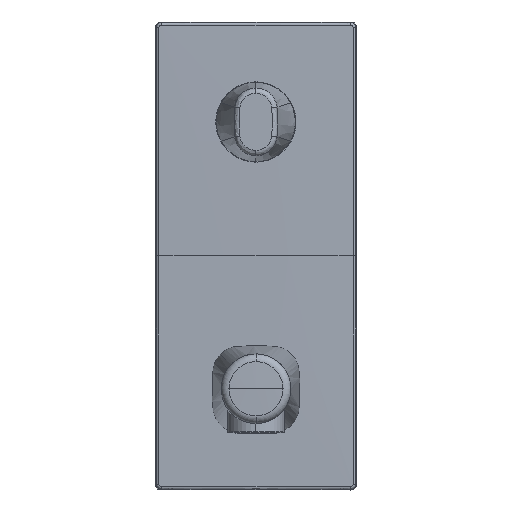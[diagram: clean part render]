
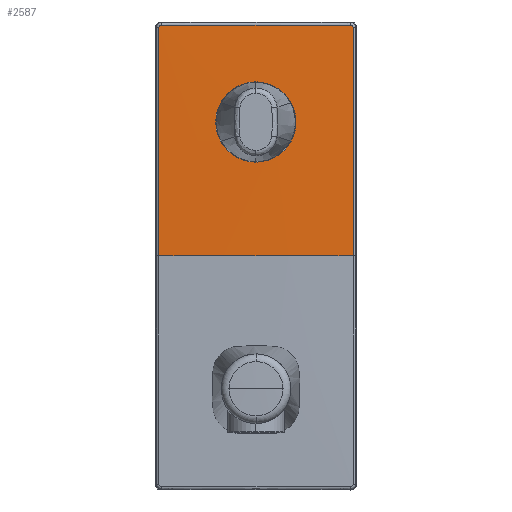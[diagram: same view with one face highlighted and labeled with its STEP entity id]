
A CAD part, top view. The second image highlights one B-rep face of the part: STEP entity #2587.
In plain terms, the highlighted free-form (B-spline) face has degree [2, 5] with [3, 6] control points.
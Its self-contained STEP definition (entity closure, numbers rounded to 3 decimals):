
#9 = CARTESIAN_POINT ( 'NONE',  ( 36.335, 59.576, 11.624 ) ) ;
#19 = EDGE_CURVE ( 'NONE', #3026, #238, #1686, .T. ) ;
#238 = VERTEX_POINT ( 'NONE', #4073 ) ;
#253 = CARTESIAN_POINT ( 'NONE',  ( -2.282, 136.325, 11.612 ) ) ;
#257 = CARTESIAN_POINT ( 'NONE',  ( -35.315, 136.316, 11.601 ) ) ;
#270 = CARTESIAN_POINT ( 'NONE',  ( 36.316, 135.316, 11.601 ) ) ;
#305 = CARTESIAN_POINT ( 'NONE',  ( 35.349, 136.316, 11.601 ) ) ;
#361 = CARTESIAN_POINT ( 'NONE',  ( 22.503, 93.75, 11.92 ) ) ;
#436 = B_SPLINE_SURFACE_WITH_KNOTS ( 'NONE', 2, 5, ( 
 ( #1862, #1111, #3802, #1490, #4194, #1881 ),
 ( #4569, #2270, #4957, #2650, #361, #3036 ),
 ( #755, #3426, #1125, #3816, #1507, #4209 ) ),
 .UNSPECIFIED., .F., .F., .F.,
 ( 3, 3 ),
 ( 6, 6 ),
 ( 0., 1. ),
 ( 0., 1. ),
 .UNSPECIFIED. ) ;
#449 = AXIS2_PLACEMENT_3D ( 'NONE', #4044, #4846, #2562 ) ;
#604 = CARTESIAN_POINT ( 'NONE',  ( 36.316, 135.316, 11.601 ) ) ;
#648 = CARTESIAN_POINT ( 'NONE',  ( -30.573, 136.318, 11.604 ) ) ;
#755 = CARTESIAN_POINT ( 'NONE',  ( -37.5, 50., 11.6 ) ) ;
#796 = CARTESIAN_POINT ( 'NONE',  ( 36.334, 69.152, 11.624 ) ) ;
#873 = ORIENTED_EDGE ( 'NONE', *, *, #3195, .T. ) ;
#1031 = CARTESIAN_POINT ( 'NONE',  ( -33.749, 136.317, 11.602 ) ) ;
#1035 = CARTESIAN_POINT ( 'NONE',  ( -35.649, 136.269, 11.601 ) ) ;
#1072 = ORIENTED_EDGE ( 'NONE', *, *, #4834, .T. ) ;
#1111 = CARTESIAN_POINT ( 'NONE',  ( -22.5, 137.5, 11.6 ) ) ;
#1125 = CARTESIAN_POINT ( 'NONE',  ( -7.501, 50., 12.08 ) ) ;
#1164 = CARTESIAN_POINT ( 'NONE',  ( 36.33, 95.632, 11.618 ) ) ;
#1223 = CARTESIAN_POINT ( 'NONE',  ( -36.32, 126.125, 11.606 ) ) ;
#1405 = CARTESIAN_POINT ( 'NONE',  ( -36.114, 135.953, 11.601 ) ) ;
#1417 = CARTESIAN_POINT ( 'NONE',  ( 36.316, 135.428, 11.601 ) ) ;
#1425 = EDGE_CURVE ( 'NONE', #238, #2838, #3825, .T. ) ;
#1436 = CARTESIAN_POINT ( 'NONE',  ( 36.269, 135.649, 11.601 ) ) ;
#1456 = VERTEX_POINT ( 'NONE', #1596 ) ;
#1463 = ORIENTED_EDGE ( 'NONE', *, *, #1561, .T. ) ;
#1490 = CARTESIAN_POINT ( 'NONE',  ( 7.5, 137.5, 11.6 ) ) ;
#1507 = CARTESIAN_POINT ( 'NONE',  ( 22.502, 50., 11.92 ) ) ;
#1544 = CARTESIAN_POINT ( 'NONE',  ( 36.322, 120.271, 11.609 ) ) ;
#1561 = EDGE_CURVE ( 'NONE', #2838, #1456, #3589, .T. ) ;
#1583 = ORIENTED_EDGE ( 'NONE', *, *, #3401, .T. ) ;
#1596 = CARTESIAN_POINT ( 'NONE',  ( 35.315, 136.316, 11.601 ) ) ;
#1611 = CARTESIAN_POINT ( 'NONE',  ( -36.328, 104.474, 11.616 ) ) ;
#1686 = CIRCLE ( 'NONE', #449, 1758.012 ) ;
#1791 = CARTESIAN_POINT ( 'NONE',  ( -36.286, 135.617, 11.601 ) ) ;
#1825 = CARTESIAN_POINT ( 'NONE',  ( 35.953, 136.114, 11.601 ) ) ;
#1835 = FACE_OUTER_BOUND ( 'NONE', #4712, .T. ) ;
#1862 = CARTESIAN_POINT ( 'NONE',  ( -37.5, 137.5, 11.6 ) ) ;
#1868 = CARTESIAN_POINT ( 'NONE',  ( -36.316, 135.316, 11.601 ) ) ;
#1881 = CARTESIAN_POINT ( 'NONE',  ( 37.5, 137.5, 11.6 ) ) ;
#1935 = CARTESIAN_POINT ( 'NONE',  ( 36.316, 135.316, 11.601 ) ) ;
#1989 = CARTESIAN_POINT ( 'NONE',  ( -36.316, 135.316, 11.601 ) ) ;
#2002 = CARTESIAN_POINT ( 'NONE',  ( -36.334, 74.485, 11.623 ) ) ;
#2187 = CARTESIAN_POINT ( 'NONE',  ( -36.314, 135.383, 11.601 ) ) ;
#2216 = CARTESIAN_POINT ( 'NONE',  ( 35.617, 136.286, 11.601 ) ) ;
#2270 = CARTESIAN_POINT ( 'NONE',  ( -22.503, 93.75, 11.92 ) ) ;
#2385 = CARTESIAN_POINT ( 'NONE',  ( -36.335, 50., 11.624 ) ) ;
#2490 = CARTESIAN_POINT ( 'NONE',  ( 22.783, 136.321, 11.608 ) ) ;
#2543 = CARTESIAN_POINT ( 'NONE',  ( 10.25, 136.324, 11.612 ) ) ;
#2548 = CARTESIAN_POINT ( 'NONE',  ( -35.428, 136.316, 11.601 ) ) ;
#2562 = DIRECTION ( 'NONE',  ( -0.021, 0., 1. ) ) ;
#2568 = CARTESIAN_POINT ( 'NONE',  ( -36.316, 135.316, 11.601 ) ) ;
#2587 = ADVANCED_FACE ( 'NONE', ( #1835 ), #436, .T. ) ;
#2593 = CARTESIAN_POINT ( 'NONE',  ( 35.383, 136.314, 11.601 ) ) ;
#2650 = CARTESIAN_POINT ( 'NONE',  ( 7.501, 93.751, 12.08 ) ) ;
#2687 = CARTESIAN_POINT ( 'NONE',  ( 36.335, 50., 11.624 ) ) ;
#2838 = VERTEX_POINT ( 'NONE', #604 ) ;
#2928 = CARTESIAN_POINT ( 'NONE',  ( -16.428, 136.323, 11.61 ) ) ;
#2982 = CARTESIAN_POINT ( 'NONE',  ( 35.315, 136.316, 11.601 ) ) ;
#3026 = VERTEX_POINT ( 'NONE', #4546 ) ;
#3036 = CARTESIAN_POINT ( 'NONE',  ( 37.5, 93.75, 11.6 ) ) ;
#3065 = B_SPLINE_CURVE_WITH_KNOTS ( 'NONE', 5,
 ( #1989, #4675, #1223, #3922, #1611, #4312, #2002, #4688, #2385 ),
 .UNSPECIFIED., .F., .F.,
 ( 6, 3, 6 ),
 ( 0., 0.295, 1. ),
 .UNSPECIFIED. ) ;
#3079 = B_SPLINE_CURVE_WITH_KNOTS ( 'NONE', 5,
 ( #4460, #2490, #2543, #253, #2928, #648, #3328, #1031, #3708 ),
 .UNSPECIFIED., .F., .F.,
 ( 6, 3, 6 ),
 ( 0., 0.886, 1. ),
 .UNSPECIFIED. ) ;
#3097 = B_SPLINE_CURVE_WITH_KNOTS ( 'NONE', 5,
 ( #257, #2548, #3333, #1035, #3711, #1405, #4104, #1791, #4484, #2187, #4869, #2568 ),
 .UNSPECIFIED., .F., .F.,
 ( 6, 3, 3, 6 ),
 ( 0., 0.357, 0.893, 1. ),
 .UNSPECIFIED. ) ;
#3195 = EDGE_CURVE ( 'NONE', #4240, #3026, #3065, .T. ) ;
#3328 = CARTESIAN_POINT ( 'NONE',  ( -32.17, 136.317, 11.603 ) ) ;
#3333 = CARTESIAN_POINT ( 'NONE',  ( -35.54, 136.3, 11.601 ) ) ;
#3401 = EDGE_CURVE ( 'NONE', #4325, #4240, #3097, .T. ) ;
#3426 = CARTESIAN_POINT ( 'NONE',  ( -22.502, 50., 11.92 ) ) ;
#3469 = CARTESIAN_POINT ( 'NONE',  ( 36.333, 78.729, 11.622 ) ) ;
#3589 = B_SPLINE_CURVE_WITH_KNOTS ( 'NONE', 5,
 ( #270, #1417, #3747, #1436, #4137, #1825, #4516, #2216, #4899, #2593, #305, #2982 ),
 .UNSPECIFIED., .F., .F.,
 ( 6, 3, 3, 6 ),
 ( 0., 0.357, 0.893, 1. ),
 .UNSPECIFIED. ) ;
#3708 = CARTESIAN_POINT ( 'NONE',  ( -35.315, 136.316, 11.601 ) ) ;
#3711 = CARTESIAN_POINT ( 'NONE',  ( -35.907, 136.153, 11.601 ) ) ;
#3747 = CARTESIAN_POINT ( 'NONE',  ( 36.3, 135.54, 11.601 ) ) ;
#3802 = CARTESIAN_POINT ( 'NONE',  ( -7.5, 137.5, 11.6 ) ) ;
#3816 = CARTESIAN_POINT ( 'NONE',  ( 7.501, 50., 12.08 ) ) ;
#3825 = B_SPLINE_CURVE_WITH_KNOTS ( 'NONE', 5,
 ( #2687, #9, #796, #3469, #1164, #3858, #1544, #4250, #1935 ),
 .UNSPECIFIED., .F., .F.,
 ( 6, 3, 6 ),
 ( 0., 0.567, 1. ),
 .UNSPECIFIED. ) ;
#3858 = CARTESIAN_POINT ( 'NONE',  ( 36.325, 112.535, 11.612 ) ) ;
#3922 = CARTESIAN_POINT ( 'NONE',  ( -36.322, 121.341, 11.608 ) ) ;
#4044 = CARTESIAN_POINT ( 'NONE',  ( 0., 50., -1746.012 ) ) ;
#4073 = CARTESIAN_POINT ( 'NONE',  ( 36.335, 50., 11.624 ) ) ;
#4104 = CARTESIAN_POINT ( 'NONE',  ( -36.21, 135.809, 11.601 ) ) ;
#4137 = CARTESIAN_POINT ( 'NONE',  ( 36.153, 135.907, 11.601 ) ) ;
#4194 = CARTESIAN_POINT ( 'NONE',  ( 22.5, 137.5, 11.6 ) ) ;
#4200 = CARTESIAN_POINT ( 'NONE',  ( -35.315, 136.316, 11.601 ) ) ;
#4209 = CARTESIAN_POINT ( 'NONE',  ( 37.5, 50., 11.6 ) ) ;
#4240 = VERTEX_POINT ( 'NONE', #1868 ) ;
#4250 = CARTESIAN_POINT ( 'NONE',  ( 36.319, 127.869, 11.605 ) ) ;
#4263 = ORIENTED_EDGE ( 'NONE', *, *, #19, .T. ) ;
#4312 = CARTESIAN_POINT ( 'NONE',  ( -36.332, 87.607, 11.621 ) ) ;
#4325 = VERTEX_POINT ( 'NONE', #4200 ) ;
#4460 = CARTESIAN_POINT ( 'NONE',  ( 35.315, 136.316, 11.601 ) ) ;
#4484 = CARTESIAN_POINT ( 'NONE',  ( -36.312, 135.417, 11.601 ) ) ;
#4516 = CARTESIAN_POINT ( 'NONE',  ( 35.809, 136.21, 11.601 ) ) ;
#4546 = CARTESIAN_POINT ( 'NONE',  ( -36.335, 50., 11.624 ) ) ;
#4569 = CARTESIAN_POINT ( 'NONE',  ( -37.5, 93.75, 11.6 ) ) ;
#4675 = CARTESIAN_POINT ( 'NONE',  ( -36.318, 130.753, 11.604 ) ) ;
#4684 = ORIENTED_EDGE ( 'NONE', *, *, #1425, .T. ) ;
#4688 = CARTESIAN_POINT ( 'NONE',  ( -36.335, 62.049, 11.624 ) ) ;
#4712 = EDGE_LOOP ( 'NONE', ( #4263, #4684, #1463, #1072, #1583, #873 ) ) ;
#4834 = EDGE_CURVE ( 'NONE', #1456, #4325, #3079, .T. ) ;
#4846 = DIRECTION ( 'NONE',  ( 0., 1., 0. ) ) ;
#4869 = CARTESIAN_POINT ( 'NONE',  ( -36.316, 135.349, 11.601 ) ) ;
#4899 = CARTESIAN_POINT ( 'NONE',  ( 35.417, 136.312, 11.601 ) ) ;
#4957 = CARTESIAN_POINT ( 'NONE',  ( -7.501, 93.751, 12.08 ) ) ;
